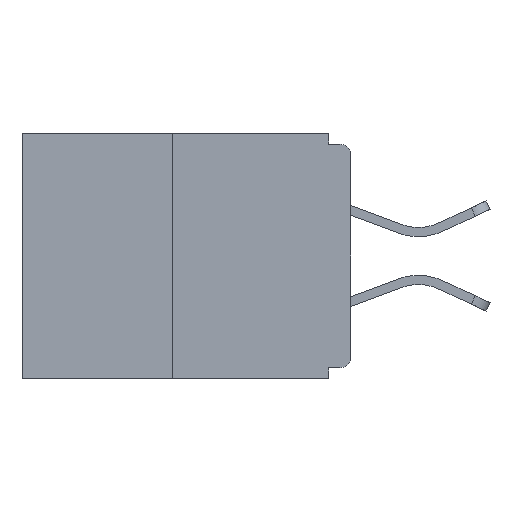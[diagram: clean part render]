
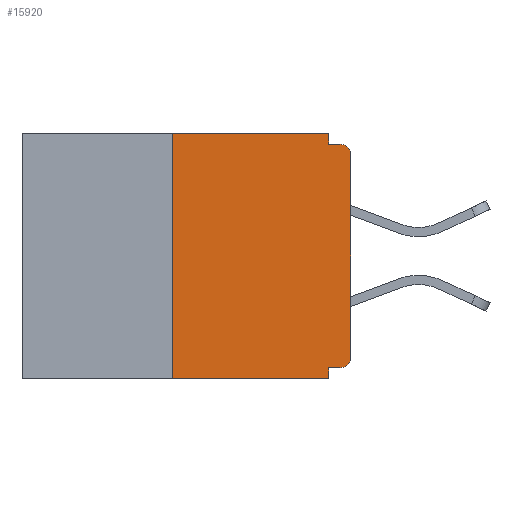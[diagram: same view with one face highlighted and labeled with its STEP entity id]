
A CAD part, left-side view. The second image highlights one B-rep face of the part: STEP entity #15920.
In plain terms, the highlighted planar face has unit normal (-1, 0, 0).
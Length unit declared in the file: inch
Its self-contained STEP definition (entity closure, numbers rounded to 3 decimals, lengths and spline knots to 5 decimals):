
#1067 = CARTESIAN_POINT ( 'NONE',  ( 0., 0.015, -0.328 ) ) ;
#1132 = DIRECTION ( 'NONE',  ( 0., 0., -1. ) ) ;
#1448 = DIRECTION ( 'NONE',  ( -1., 0., 0. ) ) ;
#1674 = DIRECTION ( 'NONE',  ( 0., 0., -1. ) ) ;
#2772 = EDGE_CURVE ( 'NONE', #24097, #29603, #15625, .T. ) ;
#2843 = EDGE_CURVE ( 'NONE', #30694, #29774, #5690, .T. ) ;
#4002 = DIRECTION ( 'NONE',  ( 0., -1., 0. ) ) ;
#4260 = EDGE_CURVE ( 'NONE', #23700, #6952, #30452, .T. ) ;
#4438 = ORIENTED_EDGE ( 'NONE', *, *, #13975, .F. ) ;
#4630 = EDGE_LOOP ( 'NONE', ( #7884, #4438, #21481, #9274, #8589, #30551, #6851, #5733, #11204, #22732 ) ) ;
#4641 = CARTESIAN_POINT ( 'NONE',  ( 0., 0.46, 0. ) ) ;
#4921 = DIRECTION ( 'NONE',  ( 1., 0., 0. ) ) ;
#5028 = CARTESIAN_POINT ( 'NONE',  ( 0., 0.031, -0.328 ) ) ;
#5320 = CARTESIAN_POINT ( 'NONE',  ( 0., 0.031, -0.015 ) ) ;
#5649 = VECTOR ( 'NONE', #10958, 39.37008 ) ;
#5690 = CIRCLE ( 'NONE', #6384, 0.015 ) ;
#5733 = ORIENTED_EDGE ( 'NONE', *, *, #29846, .T. ) ;
#6384 = AXIS2_PLACEMENT_3D ( 'NONE', #29230, #29125, #14176 ) ;
#6657 = LINE ( 'NONE', #25737, #12806 ) ;
#6851 = ORIENTED_EDGE ( 'NONE', *, *, #22371, .T. ) ;
#6952 = VERTEX_POINT ( 'NONE', #11153 ) ;
#7884 = ORIENTED_EDGE ( 'NONE', *, *, #27149, .F. ) ;
#8589 = ORIENTED_EDGE ( 'NONE', *, *, #18245, .F. ) ;
#8998 = DIRECTION ( 'NONE',  ( 0., -1., 0. ) ) ;
#9274 = ORIENTED_EDGE ( 'NONE', *, *, #2772, .F. ) ;
#9890 = DIRECTION ( 'NONE',  ( 0., 0., -1. ) ) ;
#10958 = DIRECTION ( 'NONE',  ( 0., 0., 1. ) ) ;
#11153 = CARTESIAN_POINT ( 'NONE',  ( 0., 0.015, -0.015 ) ) ;
#11204 = ORIENTED_EDGE ( 'NONE', *, *, #4260, .F. ) ;
#11877 = CARTESIAN_POINT ( 'NONE',  ( 0., 0.25, -0.343 ) ) ;
#12099 = CARTESIAN_POINT ( 'NONE',  ( 0., 0.015, -0.03 ) ) ;
#12361 = VECTOR ( 'NONE', #29690, 39.37008 ) ;
#12630 = VERTEX_POINT ( 'NONE', #20602 ) ;
#12806 = VECTOR ( 'NONE', #4002, 39.37008 ) ;
#12932 = LINE ( 'NONE', #19794, #5649 ) ;
#13103 = LINE ( 'NONE', #25544, #23420 ) ;
#13254 = DIRECTION ( 'NONE',  ( 0., -1., 0. ) ) ;
#13294 = LINE ( 'NONE', #20589, #18227 ) ;
#13799 = CARTESIAN_POINT ( 'NONE',  ( 0., 0., -0.015 ) ) ;
#13975 = EDGE_CURVE ( 'NONE', #19452, #19283, #12932, .T. ) ;
#14176 = DIRECTION ( 'NONE',  ( 0., 0., -1. ) ) ;
#15625 = LINE ( 'NONE', #23765, #22874 ) ;
#15920 = ADVANCED_FACE ( 'NONE', ( #19340 ), #26879, .F. ) ;
#18227 = VECTOR ( 'NONE', #1132, 39.37008 ) ;
#18245 = EDGE_CURVE ( 'NONE', #30694, #24097, #31467, .T. ) ;
#18321 = AXIS2_PLACEMENT_3D ( 'NONE', #4641, #4921, #9890 ) ;
#19283 = VERTEX_POINT ( 'NONE', #23710 ) ;
#19340 = FACE_OUTER_BOUND ( 'NONE', #4630, .T. ) ;
#19452 = VERTEX_POINT ( 'NONE', #11877 ) ;
#19728 = CIRCLE ( 'NONE', #24393, 0.015 ) ;
#19794 = CARTESIAN_POINT ( 'NONE',  ( 0., 0.25, 0. ) ) ;
#20589 = CARTESIAN_POINT ( 'NONE',  ( 0., 0.031, 0. ) ) ;
#20602 = CARTESIAN_POINT ( 'NONE',  ( 0., 0.031, 0. ) ) ;
#21009 = EDGE_CURVE ( 'NONE', #12630, #23700, #13294, .T. ) ;
#21110 = DIRECTION ( 'NONE',  ( 0., 0., 1. ) ) ;
#21231 = CARTESIAN_POINT ( 'NONE',  ( 0., 0., 0. ) ) ;
#21481 = ORIENTED_EDGE ( 'NONE', *, *, #26123, .T. ) ;
#21893 = CARTESIAN_POINT ( 'NONE',  ( 0., 0., -0.328 ) ) ;
#22025 = VECTOR ( 'NONE', #8998, 39.37008 ) ;
#22160 = VECTOR ( 'NONE', #21110, 39.37008 ) ;
#22371 = EDGE_CURVE ( 'NONE', #29774, #29305, #26811, .T. ) ;
#22732 = ORIENTED_EDGE ( 'NONE', *, *, #21009, .F. ) ;
#22874 = VECTOR ( 'NONE', #24197, 39.37008 ) ;
#23420 = VECTOR ( 'NONE', #13254, 39.37008 ) ;
#23700 = VERTEX_POINT ( 'NONE', #5320 ) ;
#23710 = CARTESIAN_POINT ( 'NONE',  ( 0., 0.25, 0. ) ) ;
#23765 = CARTESIAN_POINT ( 'NONE',  ( 0., 0.031, -0.343 ) ) ;
#24097 = VERTEX_POINT ( 'NONE', #5028 ) ;
#24197 = DIRECTION ( 'NONE',  ( 0., 0., -1. ) ) ;
#24393 = AXIS2_PLACEMENT_3D ( 'NONE', #12099, #1448, #1674 ) ;
#24901 = CARTESIAN_POINT ( 'NONE',  ( 0., 0.031, -0.343 ) ) ;
#25544 = CARTESIAN_POINT ( 'NONE',  ( 0., 0.46, 0. ) ) ;
#25737 = CARTESIAN_POINT ( 'NONE',  ( 0., 0.46, -0.343 ) ) ;
#26123 = EDGE_CURVE ( 'NONE', #19452, #29603, #6657, .T. ) ;
#26811 = LINE ( 'NONE', #21231, #22160 ) ;
#26879 = PLANE ( 'NONE',  #18321 ) ;
#27149 = EDGE_CURVE ( 'NONE', #19283, #12630, #13103, .T. ) ;
#29125 = DIRECTION ( 'NONE',  ( -1., 0., 0. ) ) ;
#29230 = CARTESIAN_POINT ( 'NONE',  ( 0., 0.015, -0.313 ) ) ;
#29305 = VERTEX_POINT ( 'NONE', #29439 ) ;
#29439 = CARTESIAN_POINT ( 'NONE',  ( 0., 0., -0.03 ) ) ;
#29603 = VERTEX_POINT ( 'NONE', #24901 ) ;
#29690 = DIRECTION ( 'NONE',  ( 0., 1., 0. ) ) ;
#29774 = VERTEX_POINT ( 'NONE', #30211 ) ;
#29846 = EDGE_CURVE ( 'NONE', #29305, #6952, #19728, .T. ) ;
#30211 = CARTESIAN_POINT ( 'NONE',  ( 0., 0., -0.313 ) ) ;
#30452 = LINE ( 'NONE', #13799, #22025 ) ;
#30551 = ORIENTED_EDGE ( 'NONE', *, *, #2843, .T. ) ;
#30694 = VERTEX_POINT ( 'NONE', #1067 ) ;
#31467 = LINE ( 'NONE', #21893, #12361 ) ;
